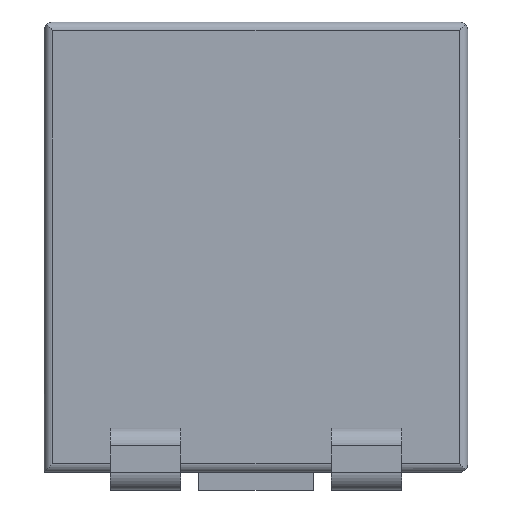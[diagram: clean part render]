
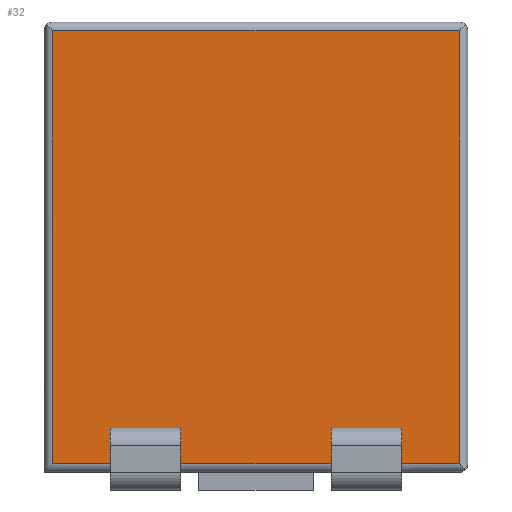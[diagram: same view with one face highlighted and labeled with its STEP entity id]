
A CAD part, left-side view. The second image highlights one B-rep face of the part: STEP entity #32.
In plain terms, the highlighted planar face has unit normal (-1, 0, 0).
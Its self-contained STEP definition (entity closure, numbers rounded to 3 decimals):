
#32 = ADVANCED_FACE ( 'NONE', ( #418 ), #175, .T. ) ;
#58 = EDGE_CURVE ( 'NONE', #2530, #1335, #1515, .T. ) ;
#79 = CARTESIAN_POINT ( 'NONE',  ( -1.75, 2.3, 0.2 ) ) ;
#85 = LINE ( 'NONE', #1350, #278 ) ;
#107 = CARTESIAN_POINT ( 'NONE',  ( -1.75, 2.3, 5.2 ) ) ;
#175 = PLANE ( 'NONE',  #1249 ) ;
#233 = ORIENTED_EDGE ( 'NONE', *, *, #58, .F. ) ;
#278 = VECTOR ( 'NONE', #1552, 1000. ) ;
#279 = DIRECTION ( 'NONE',  ( 0., 0., -1. ) ) ;
#418 = FACE_OUTER_BOUND ( 'NONE', #1955, .T. ) ;
#542 = LINE ( 'NONE', #79, #1038 ) ;
#665 = EDGE_CURVE ( 'NONE', #1047, #2530, #542, .T. ) ;
#741 = ORIENTED_EDGE ( 'NONE', *, *, #1245, .F. ) ;
#825 = DIRECTION ( 'NONE',  ( 0., 0., 1. ) ) ;
#833 = VECTOR ( 'NONE', #1028, 1000. ) ;
#882 = VECTOR ( 'NONE', #279, 1000. ) ;
#962 = DIRECTION ( 'NONE',  ( 0., 0., 1. ) ) ;
#1028 = DIRECTION ( 'NONE',  ( 0., -1., 0. ) ) ;
#1038 = VECTOR ( 'NONE', #962, 1000. ) ;
#1047 = VERTEX_POINT ( 'NONE', #1289 ) ;
#1169 = ORIENTED_EDGE ( 'NONE', *, *, #1747, .F. ) ;
#1245 = EDGE_CURVE ( 'NONE', #2277, #1047, #85, .T. ) ;
#1249 = AXIS2_PLACEMENT_3D ( 'NONE', #1899, #1651, #825 ) ;
#1289 = CARTESIAN_POINT ( 'NONE',  ( -1.75, 2.3, 0.3 ) ) ;
#1324 = CARTESIAN_POINT ( 'NONE',  ( -1.75, -2.3, 0.2 ) ) ;
#1335 = VERTEX_POINT ( 'NONE', #1681 ) ;
#1350 = CARTESIAN_POINT ( 'NONE',  ( -1.75, 0., 0.3 ) ) ;
#1478 = CARTESIAN_POINT ( 'NONE',  ( -1.75, 0., 5.2 ) ) ;
#1515 = LINE ( 'NONE', #1478, #833 ) ;
#1552 = DIRECTION ( 'NONE',  ( 0., 1., 0. ) ) ;
#1651 = DIRECTION ( 'NONE',  ( -1., 0., 0. ) ) ;
#1669 = CARTESIAN_POINT ( 'NONE',  ( -1.75, -2.3, 0.3 ) ) ;
#1681 = CARTESIAN_POINT ( 'NONE',  ( -1.75, -2.3, 5.2 ) ) ;
#1747 = EDGE_CURVE ( 'NONE', #1335, #2277, #2362, .T. ) ;
#1899 = CARTESIAN_POINT ( 'NONE',  ( -1.75, 0., 0.2 ) ) ;
#1955 = EDGE_LOOP ( 'NONE', ( #1169, #233, #2528, #741 ) ) ;
#2277 = VERTEX_POINT ( 'NONE', #1669 ) ;
#2362 = LINE ( 'NONE', #1324, #882 ) ;
#2528 = ORIENTED_EDGE ( 'NONE', *, *, #665, .F. ) ;
#2530 = VERTEX_POINT ( 'NONE', #107 ) ;
